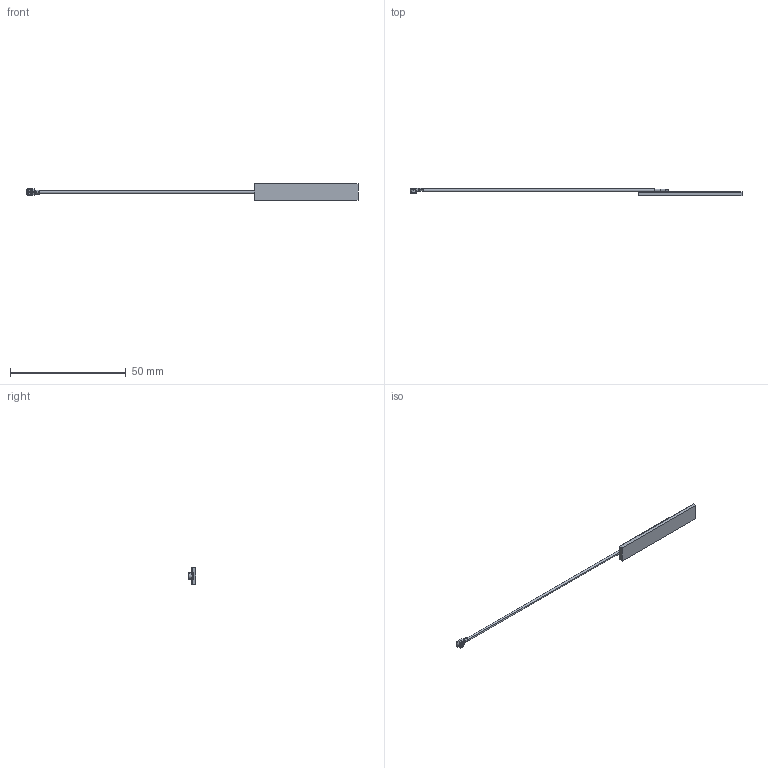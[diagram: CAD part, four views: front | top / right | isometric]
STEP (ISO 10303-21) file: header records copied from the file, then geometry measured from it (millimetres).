
FILE_DESCRIPTION (( 'STEP AP214' ), '1' );
FILE_NAME ('FXP831.07.0100C_Web.STEP', '2022-03-24T15:26:43', ( '' ), ( '' ), 'SwSTEP 2.0', 'SolidWorks 2018', '' );
FILE_SCHEMA (( 'AUTOMOTIVE_DESIGN' ));
Length unit declared in the file: millimetre
Products named in the file (1): FXP831.07.0100C_Web
Bounding box: 143.67 x 3.29 x 7 mm (x, y, z)
Surface area: 1362.1 mm2 (no closed solid volume)
Topology: 0 solids, 54 shells, 249 faces, 1847 edges, 1630 vertices
Faces by surface type: plane 174, cylinder 48, bspline 23, torus 4
Entity records: 23858 total; most frequent: CARTESIAN_POINT 9069, ORIENTED_EDGE 2250, EDGE_CURVE 1847, DIRECTION 1803, VERTEX_POINT 1630, VECTOR 1119, LINE 1119, B_SPLINE_CURVE_WITH_KNOTS 609
